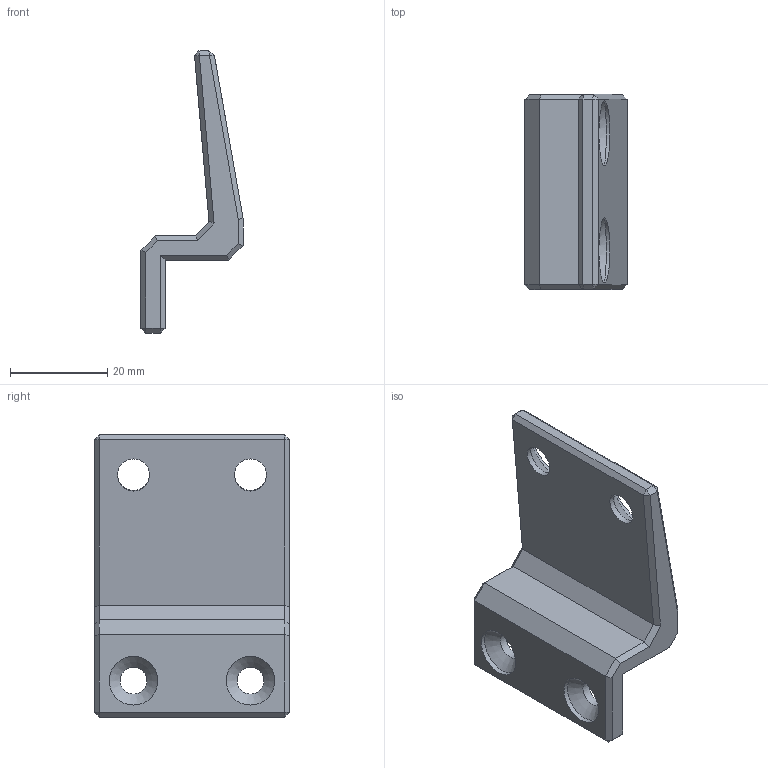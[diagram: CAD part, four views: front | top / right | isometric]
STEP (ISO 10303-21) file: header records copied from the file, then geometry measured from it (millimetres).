
FILE_DESCRIPTION(('FreeCAD Model'),'2;1');
FILE_NAME('Open CASCADE Shape Model','2024-12-13T13:51:00',(''),(''), 'Open CASCADE STEP processor 7.6','FreeCAD','Unknown');
FILE_SCHEMA(('AUTOMOTIVE_DESIGN { 1 0 10303 214 1 1 1 1 }'));
Length unit declared in the file: millimetre
Products named in the file (1): picatiny rail crank
Bounding box: 21 x 40 x 57.97 mm (x, y, z)
Volume: 14247.3 mm3; surface area: 6616.4 mm2
Topology: 1 solids, 1 shells, 64 faces, 138 edges, 76 vertices
Faces by surface type: plane 50, cylinder 10, cone 4
Full cylindrical faces by diameter (mm): 5.5 x2, 6.6 x2, 10 x2
Entity records: 1700 total; most frequent: DIRECTION 290, CARTESIAN_POINT 279, ORIENTED_EDGE 276, EDGE_CURVE 138, LINE 116, VECTOR 116, AXIS2_PLACEMENT_3D 87, VERTEX_POINT 76
